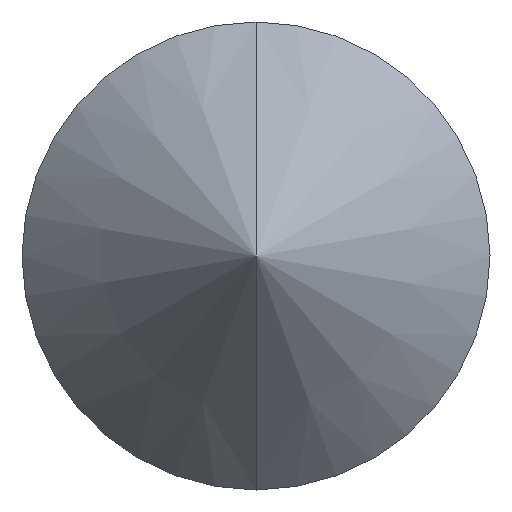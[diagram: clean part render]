
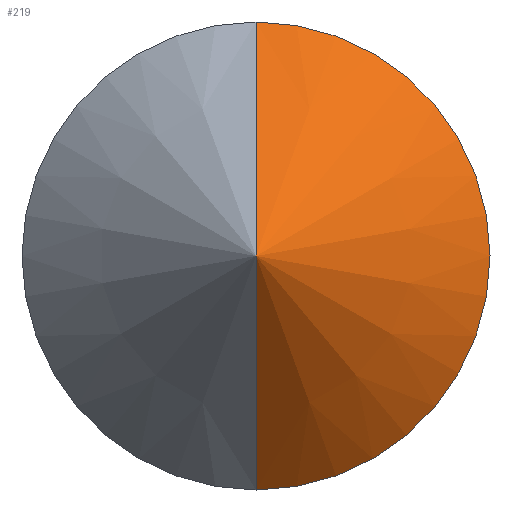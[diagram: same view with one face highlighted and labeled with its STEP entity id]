
A CAD part, front view. The second image highlights one B-rep face of the part: STEP entity #219.
In plain terms, the highlighted conical face has half-angle 45 degrees and reference radius 1000 mm.
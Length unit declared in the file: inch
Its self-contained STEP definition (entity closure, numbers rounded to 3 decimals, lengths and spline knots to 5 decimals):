
#1 = CARTESIAN_POINT ( 'NONE',  ( 0., 0., 0. ) ) ;
#8 = ORIENTED_EDGE ( 'NONE', *, *, #128, .T. ) ;
#18 = CARTESIAN_POINT ( 'NONE',  ( 0., 0.0625, 0. ) ) ;
#23 = AXIS2_PLACEMENT_3D ( 'NONE', #175, #127, #24 ) ;
#24 = DIRECTION ( 'NONE',  ( 0., 0., 1. ) ) ;
#29 = LINE ( 'NONE', #32, #148 ) ;
#30 = EDGE_LOOP ( 'NONE', ( #65, #8, #43 ) ) ;
#32 = CARTESIAN_POINT ( 'NONE',  ( 0., 0., 0. ) ) ;
#43 = ORIENTED_EDGE ( 'NONE', *, *, #198, .T. ) ;
#45 = LINE ( 'NONE', #1, #70 ) ;
#50 = CONICAL_SURFACE ( 'NONE', #23, 39.37008, 0.785 ) ;
#65 = ORIENTED_EDGE ( 'NONE', *, *, #225, .F. ) ;
#70 = VECTOR ( 'NONE', #180, 39.37008 ) ;
#78 = FACE_OUTER_BOUND ( 'NONE', #30, .T. ) ;
#115 = AXIS2_PLACEMENT_3D ( 'NONE', #18, #237, #199 ) ;
#125 = VERTEX_POINT ( 'NONE', #263 ) ;
#127 = DIRECTION ( 'NONE',  ( 0., 1., 0. ) ) ;
#128 = EDGE_CURVE ( 'NONE', #157, #130, #29, .T. ) ;
#130 = VERTEX_POINT ( 'NONE', #215 ) ;
#138 = CARTESIAN_POINT ( 'NONE',  ( 0., 0., 0. ) ) ;
#148 = VECTOR ( 'NONE', #156, 39.37008 ) ;
#156 = DIRECTION ( 'NONE',  ( 0., 0.707, -0.707 ) ) ;
#157 = VERTEX_POINT ( 'NONE', #138 ) ;
#175 = CARTESIAN_POINT ( 'NONE',  ( 0., 39.37008, 0. ) ) ;
#180 = DIRECTION ( 'NONE',  ( 0., 0.707, 0.707 ) ) ;
#182 = CIRCLE ( 'NONE', #115, 0.0625 ) ;
#198 = EDGE_CURVE ( 'NONE', #130, #125, #182, .T. ) ;
#199 = DIRECTION ( 'NONE',  ( 0., 0., -1. ) ) ;
#215 = CARTESIAN_POINT ( 'NONE',  ( 0., 0.0625, -0.0625 ) ) ;
#219 = ADVANCED_FACE ( 'NONE', ( #78 ), #50, .T. ) ;
#225 = EDGE_CURVE ( 'NONE', #157, #125, #45, .T. ) ;
#237 = DIRECTION ( 'NONE',  ( 0., -1., 0. ) ) ;
#263 = CARTESIAN_POINT ( 'NONE',  ( 0., 0.0625, 0.0625 ) ) ;
